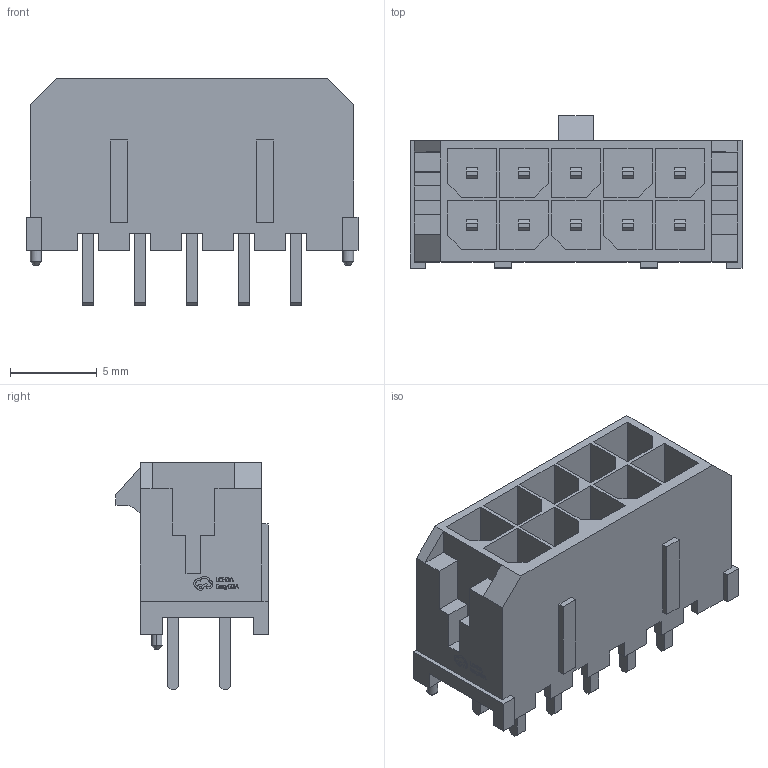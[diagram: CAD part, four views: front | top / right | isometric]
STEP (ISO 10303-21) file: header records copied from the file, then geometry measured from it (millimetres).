
FILE_DESCRIPTION (( 'STEP AP214' ), '1' );
FILE_NAME ('CONN-TH_430451012.step', '2022-08-03T17:12:44', ( '' ), ( '' ), 'SwSTEP 2.0', 'SolidWorks 2020', '' );
FILE_SCHEMA (( 'AUTOMOTIVE_DESIGN' ));
Length unit declared in the file: millimetre
Products named in the file (1): CONN-TH_430451012
Bounding box: 19.15 x 8.77 x 13.09 mm (x, y, z)
Volume: 651.7 mm3; surface area: 1822.2 mm2
Topology: 14 solids, 14 shells, 607 faces, 1605 edges, 1066 vertices
Faces by surface type: plane 484, bspline 114, cylinder 5, cone 4
Entity records: 24611 total; most frequent: CARTESIAN_POINT 5647, ORIENTED_EDGE 3210, DIRECTION 2375, EDGE_CURVE 1605, VECTOR 1355, LINE 1355, VERTEX_POINT 1066, EDGE_LOOP 659
